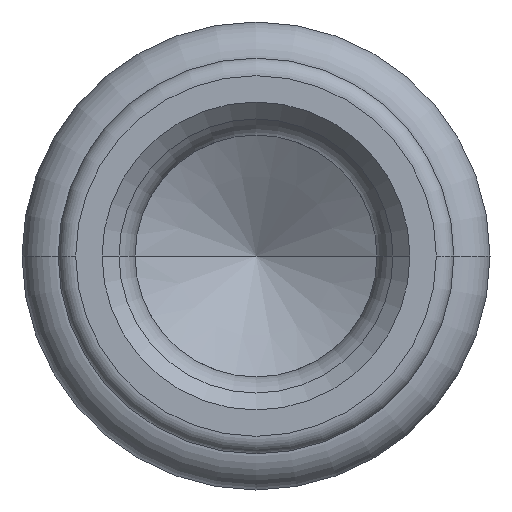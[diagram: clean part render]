
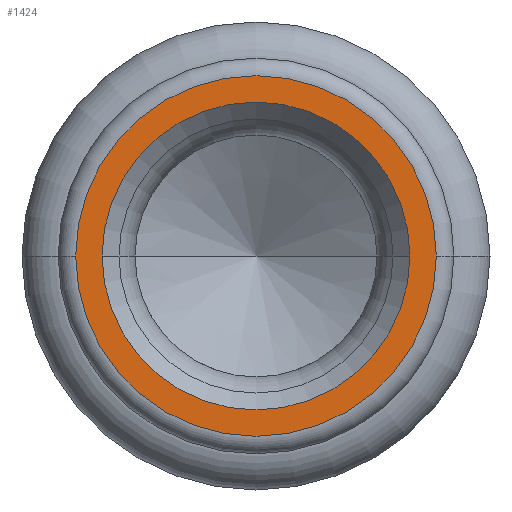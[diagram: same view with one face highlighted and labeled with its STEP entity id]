
A CAD part, left-side view. The second image highlights one B-rep face of the part: STEP entity #1424.
In plain terms, the highlighted planar face has unit normal (-1, 0, 0).
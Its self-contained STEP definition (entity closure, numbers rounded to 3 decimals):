
#433=CARTESIAN_POINT('',(-9.464,0.,0.));
#434=DIRECTION('',(-1.,0.,0.));
#435=DIRECTION('',(0.,1.,0.));
#436=AXIS2_PLACEMENT_3D('',#433,#434,#435);
#438=CARTESIAN_POINT('',(-9.464,0.,0.));
#439=DIRECTION('',(1.,0.,0.));
#440=DIRECTION('',(0.,1.,0.));
#441=AXIS2_PLACEMENT_3D('',#438,#439,#440);
#443=CARTESIAN_POINT('',(-9.464,0.,0.));
#444=DIRECTION('',(1.,0.,0.));
#445=DIRECTION('',(0.,1.,0.));
#446=AXIS2_PLACEMENT_3D('',#443,#444,#445);
#456=CARTESIAN_POINT('',(-9.464,0.,0.));
#457=DIRECTION('',(-1.,0.,0.));
#458=DIRECTION('',(0.,1.,0.));
#459=AXIS2_PLACEMENT_3D('',#456,#457,#458);
#962=CARTESIAN_POINT('',(-9.464,0.82,0.));
#964=VERTEX_POINT('',#962);
#965=CARTESIAN_POINT('',(-9.464,0.7,0.));
#967=VERTEX_POINT('',#965);
#974=CARTESIAN_POINT('',(-9.464,-0.82,0.));
#976=VERTEX_POINT('',#974);
#977=CARTESIAN_POINT('',(-9.464,-0.7,0.));
#979=VERTEX_POINT('',#977);
#1409=CARTESIAN_POINT('',(-9.464,0.,0.));
#1410=DIRECTION('',(1.,0.,0.));
#1411=DIRECTION('',(0.,-1.,0.));
#1412=AXIS2_PLACEMENT_3D('',#1409,#1410,#1411);
#1413=PLANE('',#1412);
#1414=ORIENTED_EDGE('',*,*,#1388,.F.);
#1415=ORIENTED_EDGE('',*,*,#1404,.T.);
#1416=EDGE_LOOP('',(#1414,#1415));
#1417=FACE_OUTER_BOUND('',#1416,.F.);
#1419=ORIENTED_EDGE('',*,*,#1418,.F.);
#1421=ORIENTED_EDGE('',*,*,#1420,.T.);
#1422=EDGE_LOOP('',(#1419,#1421));
#1423=FACE_BOUND('',#1422,.F.);
#1424=ADVANCED_FACE('',(#1417,#1423),#1413,.F.);
#437=CIRCLE('',#436,0.82);
#442=CIRCLE('',#441,0.82);
#447=CIRCLE('',#446,0.7);
#460=CIRCLE('',#459,0.7);
#1388=EDGE_CURVE('',#964,#976,#437,.T.);
#1404=EDGE_CURVE('',#964,#976,#442,.T.);
#1418=EDGE_CURVE('',#967,#979,#447,.T.);
#1420=EDGE_CURVE('',#967,#979,#460,.T.);
